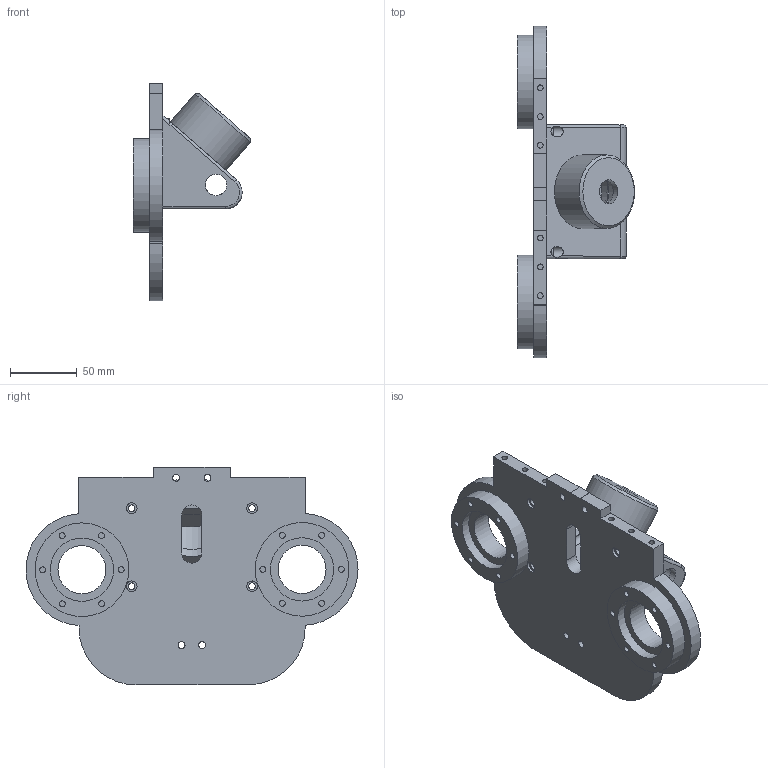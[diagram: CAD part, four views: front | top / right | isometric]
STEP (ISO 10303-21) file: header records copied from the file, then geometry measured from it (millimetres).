
FILE_DESCRIPTION(/* description */ (''),/* implementation_level */ '2;1');
FILE_NAME(/* name */ '',/* time_stamp */ '2024-09-25T20:14:57+09:00',/* author */ (''),/* organization */ (''),/* preprocessor_version */ 'ST-DEVELOPER v20',/* originating_system */ 'Autodesk Translation Framework v13.20.0.188',/* authorisation */ '');
FILE_SCHEMA (('AUTOMOTIVE_DESIGN { 1 0 10303 214 3 1 1 }'));
Length unit declared in the file: millimetre
Products named in the file (2): 緊急停止ボタン_kimura; 緊急停止ボタン
Assembly tree (1 placements, depth 2):
  緊急停止ボタン_kimura
    緊急停止ボタン
Bounding box: 87.47 x 248.17 x 162.83 mm (x, y, z)
Volume: 429656.5 mm3; surface area: 129857.8 mm2
Topology: 2 solids, 2 shells, 144 faces, 336 edges, 221 vertices
Faces by surface type: plane 74, cylinder 67, torus 2, cone 1
Full cylindrical faces by diameter (mm): 4.3 x6, 4.4 x12, 5 x8, 5.2 x4, 8 x4, 16 x2, 18 x1, 35.9 x2, 47.3 x2, 48 x1, 49.4 x1, 50 x1, 55 x1, 70 x2
Entity records: 4390 total; most frequent: CARTESIAN_POINT 818, DIRECTION 767, ORIENTED_EDGE 672, EDGE_CURVE 336, AXIS2_PLACEMENT_3D 294, VERTEX_POINT 221, EDGE_LOOP 209, LINE 179
